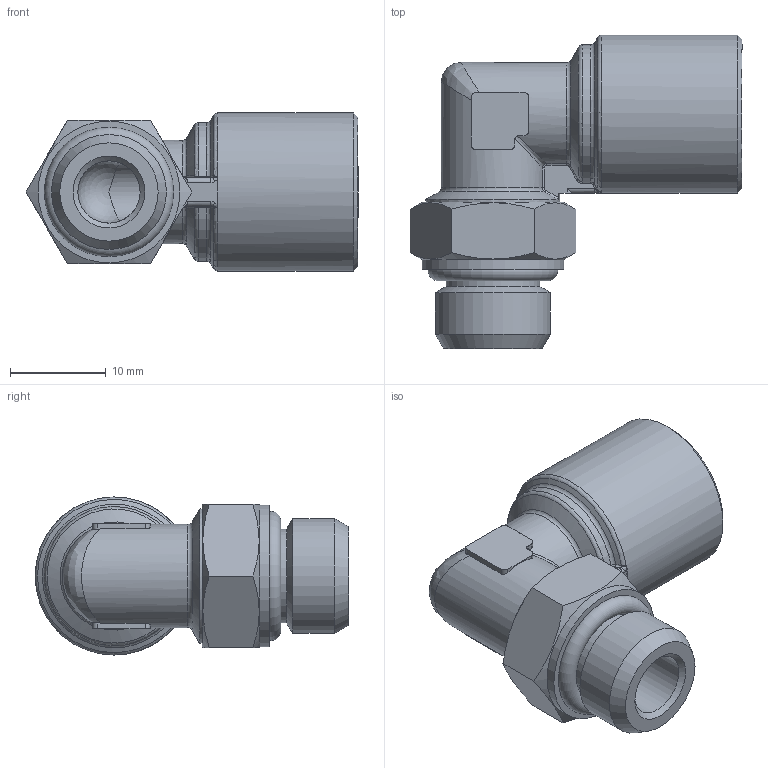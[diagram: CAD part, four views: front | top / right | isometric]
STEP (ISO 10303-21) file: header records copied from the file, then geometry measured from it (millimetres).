
FILE_DESCRIPTION(/* description */ ('STEP AP214'),/* implementation_level */ '2;1');
FILE_NAME(/* name */ 'T0060Q4P',/* time_stamp */ '2023-05-11T11:00:09+02:00',/* author */ ('License CC BY-ND 4.0'),/* organization */ ('CADENAS'),/* preprocessor_version */ 'ST-DEVELOPER v19.3',/* originating_system */ 'PARTsolutions',/* authorisation */ ' ');
FILE_SCHEMA (('AUTOMOTIVE_DESIGN {1 0 10303 214 3 1 1}'));
Length unit declared in the file: millimetre
Products named in the file (1): T0060Q4P
Bounding box: 34.66 x 32.75 x 16.5 mm (x, y, z)
Volume: 5659.9 mm3; surface area: 4380.4 mm2
Topology: 1 solids, 1 shells, 250 faces, 652 edges, 423 vertices
Faces by surface type: bspline 97, plane 95, cylinder 37, cone 12, torus 8, sphere 1
Full cylindrical faces by diameter (mm): 4.85 x1, 5.85 x1, 6 x1, 6.5 x1, 8.15 x2, 9.8 x1, 12 x1, 14 x2, 14.8 x1, 16.5 x1
Entity records: 13484 total; most frequent: CARTESIAN_POINT 6424, ORIENTED_EDGE 1230, DIRECTION 786, EDGE_CURVE 615, VERTEX_POINT 411, EDGE_LOOP 296, FACE_BOUND 296, LINE 290
